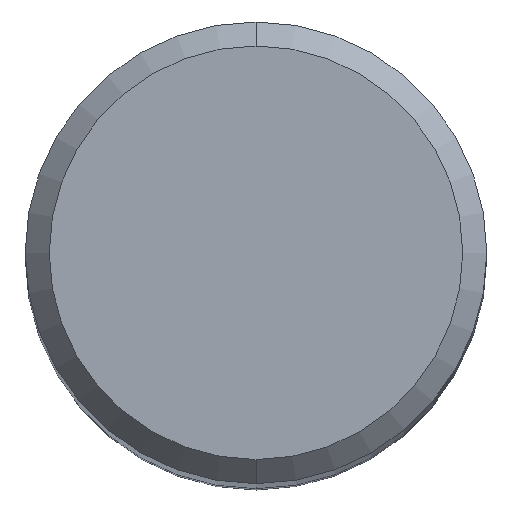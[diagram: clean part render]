
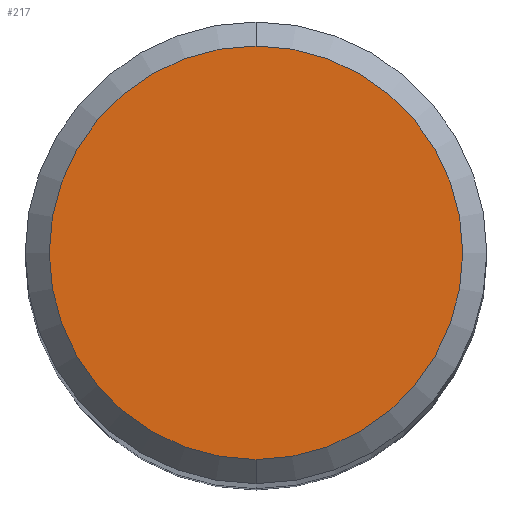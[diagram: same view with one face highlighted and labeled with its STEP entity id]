
A CAD part, top view. The second image highlights one B-rep face of the part: STEP entity #217.
In plain terms, the highlighted planar face has unit normal (0, 0, 1).
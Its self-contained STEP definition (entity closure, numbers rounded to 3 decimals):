
#217=ADVANCED_FACE('',(#604),#605,.T.);
#257=VERTEX_POINT('',#649);
#339=EDGE_CURVE('',#257,#353,#743,.T.);
#353=VERTEX_POINT('',#758);
#505=EDGE_CURVE('',#353,#257,#923,.T.);
#604=FACE_OUTER_BOUND('',#1024,.T.);
#605=PLANE('',#1025);
#649=CARTESIAN_POINT('',(0.,-4.3,0.0));
#743=CIRCLE('',#1265,4.3);
#758=CARTESIAN_POINT('',(0.0,4.3,0.0));
#923=CIRCLE('',#1629,4.3);
#1024=EDGE_LOOP('',(#1802,#1803));
#1025=AXIS2_PLACEMENT_3D('',#1804,#1805,#1806);
#1265=AXIS2_PLACEMENT_3D('',#1977,#1978,#1979);
#1629=AXIS2_PLACEMENT_3D('',#2187,#2188,#2189);
#1802=ORIENTED_EDGE('',*,*,#505,.F.);
#1803=ORIENTED_EDGE('',*,*,#339,.F.);
#1804=CARTESIAN_POINT('',(0.0,2.15,0.0));
#1805=DIRECTION('',(-0.0,0.0,1.0));
#1806=DIRECTION('',(0.0,-1.0,0.0));
#1977=CARTESIAN_POINT('',(0.0,0.0,0.0));
#1978=DIRECTION('',(0.0,0.0,-1.0));
#1979=DIRECTION('',(0.0,1.0,0.0));
#2187=CARTESIAN_POINT('',(0.0,0.0,0.0));
#2188=DIRECTION('',(0.0,0.0,-1.0));
#2189=DIRECTION('',(0.0,1.0,0.0));
